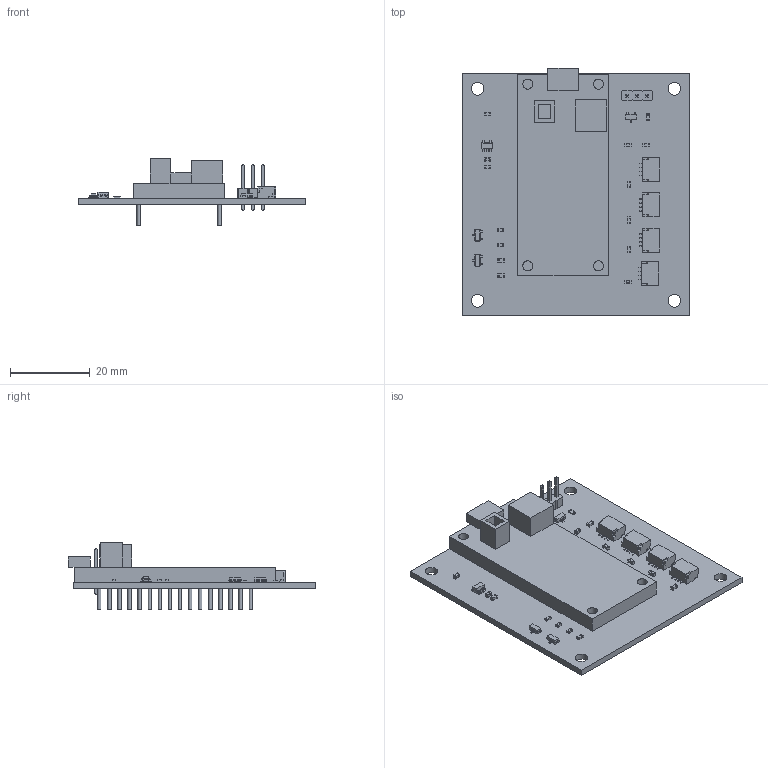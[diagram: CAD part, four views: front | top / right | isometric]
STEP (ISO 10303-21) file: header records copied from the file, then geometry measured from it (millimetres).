
FILE_DESCRIPTION(('KiCad electronic assembly'),'2;1');
FILE_NAME('AirQualPcb.step','2020-12-29T15:51:20',('An Author'),( 'A Company'),'Open CASCADE STEP processor 7.4', 'KiCad to STEP converter','Unknown');
FILE_SCHEMA(('AUTOMOTIVE_DESIGN { 1 0 10303 214 1 1 1 1 }'));
Length unit declared in the file: millimetre
Products named in the file (16): Open CASCADE STEP translator 7.4 1; R_0603_1608Metric; SOLID; C_0603_1608Metric; PinHeader_1x03_P2.54mm_Vertical; SOT-23-5; SOT-23; Qwiic_Socket; ParticleArgon; COMPOUND
Assembly tree (32 placements, depth 3):
  Open CASCADE STEP translator 7.4 1
    R_0603_1608Metric  x5
      SOLID
    C_0603_1608Metric  x9
      SOLID
    PinHeader_1x03_P2.54mm_Vertical
      SOLID
    SOT-23-5
      SOLID
    SOT-23  x3
      SOLID
    Qwiic_Socket  x4
      SOLID
    ParticleArgon
      SOLID
    COMPOUND
Bounding box: 57.15 x 62.35 x 16.8 mm (x, y, z)
Volume: 10705 mm3; surface area: 12445.2 mm2
Topology: 25 solids, 25 shells, 1284 faces, 3250 edges, 2092 vertices
Faces by surface type: plane 903, cylinder 271, bspline 110
Full cylindrical faces by diameter (mm): 0.762 x28, 0.85 x28, 1.016 x3, 2.54 x4, 3.2 x4
Entity records: 36660 total; most frequent: CARTESIAN_POINT 6054, DIRECTION 4973, LINE 3283, VECTOR 3283, ORIENTED_EDGE 2620, PCURVE 2620, DEFINITIONAL_REPRESENTATION 2620, EDGE_CURVE 1310
